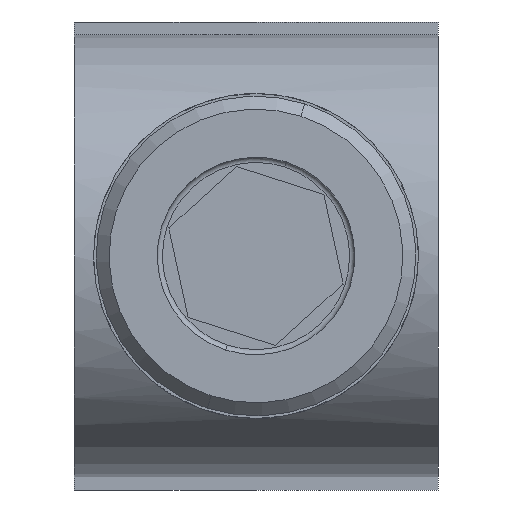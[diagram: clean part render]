
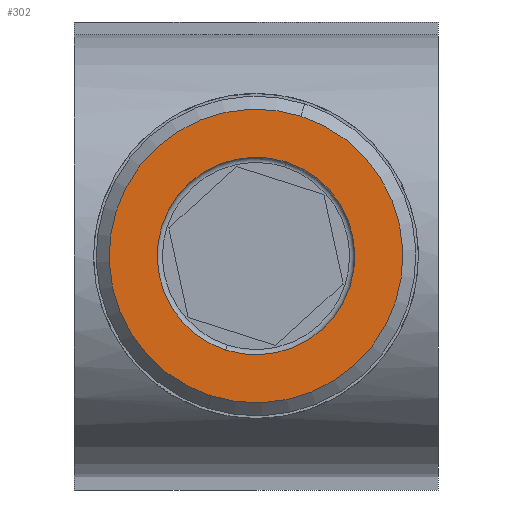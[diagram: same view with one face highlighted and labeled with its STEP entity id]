
A CAD part, left-side view. The second image highlights one B-rep face of the part: STEP entity #302.
In plain terms, the highlighted planar face has unit normal (-1, 0, 0).
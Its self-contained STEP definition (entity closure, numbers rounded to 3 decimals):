
#88 = CIRCLE ( 'NONE', #1741, 5.65 ) ;
#148 = EDGE_CURVE ( 'NONE', #1487, #542, #987, .T. ) ;
#150 = AXIS2_PLACEMENT_3D ( 'NONE', #1793, #2158, #210 ) ;
#152 = CIRCLE ( 'NONE', #740, 5.65 ) ;
#210 = DIRECTION ( 'NONE',  ( 0., 0., 1. ) ) ;
#250 = ORIENTED_EDGE ( 'NONE', *, *, #1894, .T. ) ;
#257 = AXIS2_PLACEMENT_3D ( 'NONE', #1205, #1535, #872 ) ;
#298 = AXIS2_PLACEMENT_3D ( 'NONE', #922, #2166, #1969 ) ;
#302 = ADVANCED_FACE ( 'NONE', ( #1581, #318 ), #307, .F. ) ;
#307 = PLANE ( 'NONE',  #257 ) ;
#318 = FACE_BOUND ( 'NONE', #373, .T. ) ;
#320 = EDGE_LOOP ( 'NONE', ( #1507, #250 ) ) ;
#373 = EDGE_LOOP ( 'NONE', ( #644, #1804 ) ) ;
#381 = CARTESIAN_POINT ( 'NONE',  ( 0., 0., 0. ) ) ;
#385 = VERTEX_POINT ( 'NONE', #2129 ) ;
#428 = EDGE_CURVE ( 'NONE', #542, #1487, #1246, .T. ) ;
#542 = VERTEX_POINT ( 'NONE', #951 ) ;
#617 = CARTESIAN_POINT ( 'NONE',  ( 0., 0., -3.8 ) ) ;
#644 = ORIENTED_EDGE ( 'NONE', *, *, #428, .F. ) ;
#740 = AXIS2_PLACEMENT_3D ( 'NONE', #2080, #2228, #1756 ) ;
#870 = EDGE_CURVE ( 'NONE', #385, #1377, #152, .T. ) ;
#872 = DIRECTION ( 'NONE',  ( 0., 0., -1. ) ) ;
#922 = CARTESIAN_POINT ( 'NONE',  ( 0., 0., 0. ) ) ;
#951 = CARTESIAN_POINT ( 'NONE',  ( 0., 0., 3.8 ) ) ;
#987 = CIRCLE ( 'NONE', #150, 3.8 ) ;
#1205 = CARTESIAN_POINT ( 'NONE',  ( 0., 0., 0. ) ) ;
#1246 = CIRCLE ( 'NONE', #298, 3.8 ) ;
#1342 = CARTESIAN_POINT ( 'NONE',  ( 0., 0., 5.65 ) ) ;
#1377 = VERTEX_POINT ( 'NONE', #1342 ) ;
#1440 = DIRECTION ( 'NONE',  ( -1., 0., 0. ) ) ;
#1487 = VERTEX_POINT ( 'NONE', #617 ) ;
#1507 = ORIENTED_EDGE ( 'NONE', *, *, #870, .T. ) ;
#1535 = DIRECTION ( 'NONE',  ( 1., 0., 0. ) ) ;
#1581 = FACE_OUTER_BOUND ( 'NONE', #320, .T. ) ;
#1643 = DIRECTION ( 'NONE',  ( 0., 0., -1. ) ) ;
#1741 = AXIS2_PLACEMENT_3D ( 'NONE', #381, #1440, #1643 ) ;
#1756 = DIRECTION ( 'NONE',  ( 0., 0., -1. ) ) ;
#1793 = CARTESIAN_POINT ( 'NONE',  ( 0., 0., 0. ) ) ;
#1804 = ORIENTED_EDGE ( 'NONE', *, *, #148, .F. ) ;
#1894 = EDGE_CURVE ( 'NONE', #1377, #385, #88, .T. ) ;
#1969 = DIRECTION ( 'NONE',  ( 0., 0., 1. ) ) ;
#2080 = CARTESIAN_POINT ( 'NONE',  ( 0., 0., 0. ) ) ;
#2129 = CARTESIAN_POINT ( 'NONE',  ( 0., 0., -5.65 ) ) ;
#2158 = DIRECTION ( 'NONE',  ( -1., 0., 0. ) ) ;
#2166 = DIRECTION ( 'NONE',  ( -1., 0., 0. ) ) ;
#2228 = DIRECTION ( 'NONE',  ( -1., 0., 0. ) ) ;
